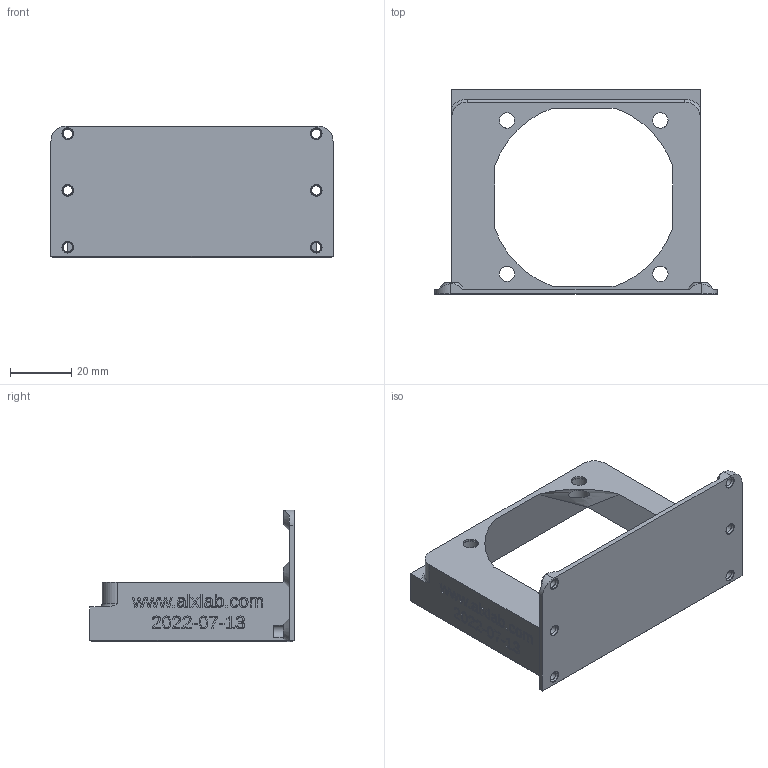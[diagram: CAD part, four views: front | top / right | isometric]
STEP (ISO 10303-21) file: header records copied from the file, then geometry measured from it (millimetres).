
FILE_DESCRIPTION(/* description */ (''),/* implementation_level */ '2;1');
FILE_NAME(/* name */ 'Macintosh_SE_Fan_Bracket_805-0936-A_v1.1.stp',/* time_stamp */ '2022-07-14T00:10:07-04:00',/* author */ (''),/* organization */ (''),/* preprocessor_version */ 'ST-DEVELOPER v15.2',/* originating_system */ 'Autodesk Translator Framework v2.0.0.5431',/* authorisation */ '');
FILE_SCHEMA (('AUTOMOTIVE_DESIGN { 1 0 10303 214 3 1 1 }'));
Products named in the file (1): (Unsaved)
Bounding box: 92 x 66.6 x 43 mm (x, y, z)
Volume: 29881.5 mm3; surface area: 19252.5 mm2
Topology: 1 solids, 1 shells, 1363 faces, 3849 edges, 2559 vertices
Faces by surface type: bspline 852, plane 466, cone 22, cylinder 21, torus 2
Full cylindrical faces by diameter (mm): 3 x6, 5 x4
Entity records: 52879 total; most frequent: CARTESIAN_POINT 23636, ORIENTED_EDGE 7608, EDGE_CURVE 3804, DIRECTION 3172, VERTEX_POINT 2546, LINE 2012, VECTOR 2012, B_SPLINE_CURVE_WITH_KNOTS 1718
